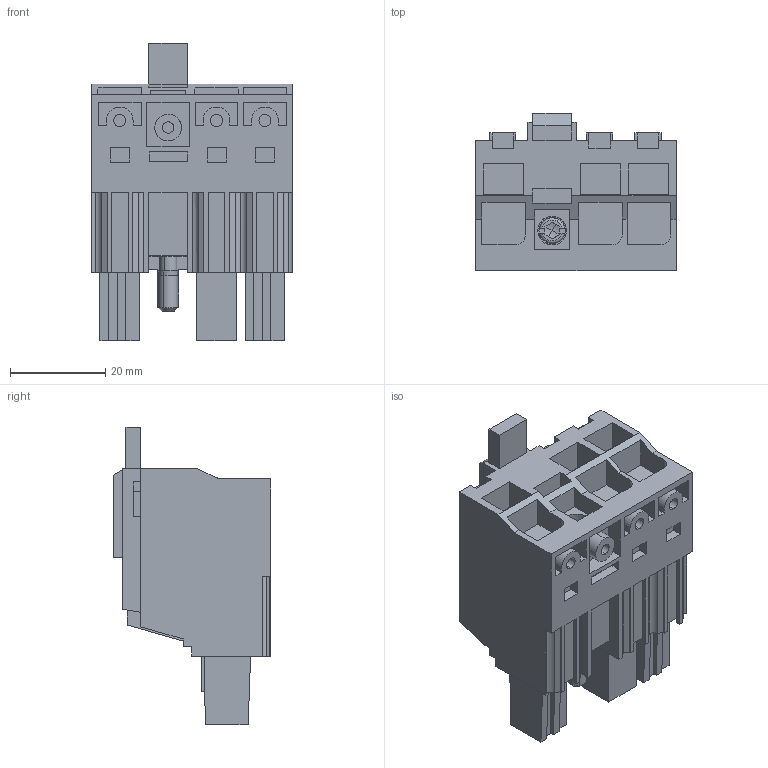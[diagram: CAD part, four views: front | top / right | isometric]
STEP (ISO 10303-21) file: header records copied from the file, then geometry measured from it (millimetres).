
FILE_DESCRIPTION(('CATIA V5 STEP Exchange','CAx-IF Rec.Pracs.--- Model Styling and Organization---1.4--- 2014-01-23'),'2;1');
FILE_NAME ('D1462871_1_2493240000_2493240000.stp','2021-08-06T13:01:51+00:00',('none'),('Weidmueller'),'CATIA Version 5-6 Release 2016 SP3 HF44','CATIA V5 STEP AP214','none');
FILE_SCHEMA(('AUTOMOTIVE_DESIGN { 1 0 10303 214 1 1 1 1 }'));
Length unit declared in the file: millimetre
Products named in the file (1): 2493240000
Bounding box: 42.12 x 33.07 x 62.46 mm (x, y, z)
Volume: 40978.8 mm3; surface area: 17583.2 mm2
Topology: 6 solids, 6 shells, 483 faces, 1306 edges, 863 vertices
Faces by surface type: plane 424, cylinder 38, torus 10, cone 7, sphere 4
Entity records: 14993 total; most frequent: CARTESIAN_POINT 2815, ORIENTED_EDGE 2604, DIRECTION 2044, EDGE_CURVE 1302, VECTOR 1165, LINE 1165, VERTEX_POINT 863, EDGE_LOOP 519
